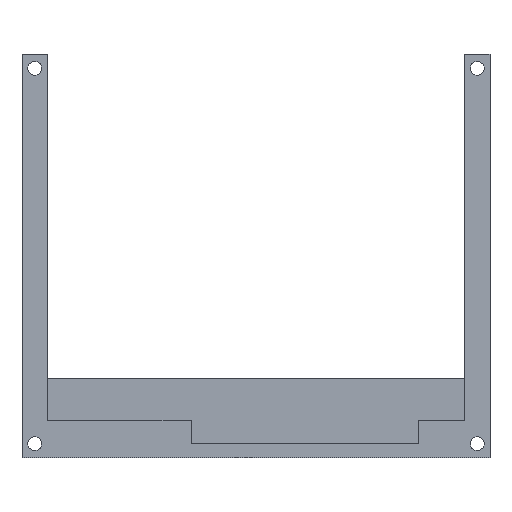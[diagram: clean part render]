
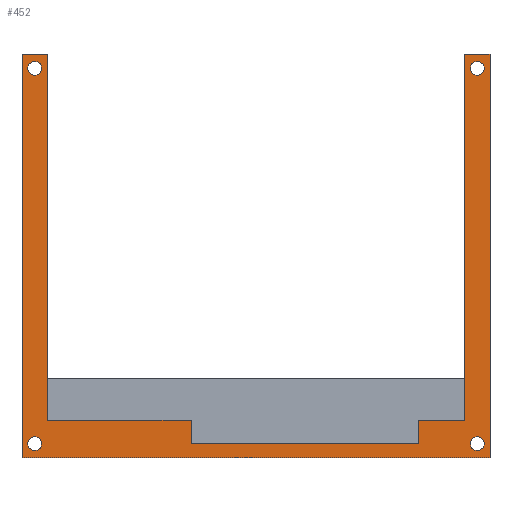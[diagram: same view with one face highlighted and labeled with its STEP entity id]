
A CAD part, front view. The second image highlights one B-rep face of the part: STEP entity #452.
In plain terms, the highlighted planar face has unit normal (0, -1, 0).
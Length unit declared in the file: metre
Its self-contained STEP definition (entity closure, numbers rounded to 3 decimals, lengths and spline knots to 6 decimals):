
#20=CIRCLE('',#494,0.0015);
#21=CIRCLE('',#495,0.0015);
#22=CIRCLE('',#496,0.0015);
#23=CIRCLE('',#497,0.0015);
#77=ORIENTED_EDGE('',*,*,#181,.T.);
#78=ORIENTED_EDGE('',*,*,#182,.T.);
#79=ORIENTED_EDGE('',*,*,#183,.T.);
#80=ORIENTED_EDGE('',*,*,#184,.T.);
#81=ORIENTED_EDGE('',*,*,#185,.F.);
#82=ORIENTED_EDGE('',*,*,#186,.T.);
#83=ORIENTED_EDGE('',*,*,#144,.F.);
#84=ORIENTED_EDGE('',*,*,#187,.T.);
#85=ORIENTED_EDGE('',*,*,#153,.F.);
#86=ORIENTED_EDGE('',*,*,#175,.F.);
#87=ORIENTED_EDGE('',*,*,#172,.T.);
#88=ORIENTED_EDGE('',*,*,#169,.T.);
#89=ORIENTED_EDGE('',*,*,#156,.F.);
#90=ORIENTED_EDGE('',*,*,#188,.F.);
#91=ORIENTED_EDGE('',*,*,#189,.F.);
#92=ORIENTED_EDGE('',*,*,#190,.F.);
#144=EDGE_CURVE('',#204,#205,#246,.T.);
#153=EDGE_CURVE('',#213,#214,#255,.T.);
#156=EDGE_CURVE('',#215,#217,#258,.T.);
#169=EDGE_CURVE('',#225,#217,#271,.T.);
#172=EDGE_CURVE('',#227,#225,#274,.T.);
#175=EDGE_CURVE('',#227,#213,#277,.T.);
#181=EDGE_CURVE('',#233,#233,#20,.T.);
#182=EDGE_CURVE('',#234,#234,#21,.T.);
#183=EDGE_CURVE('',#235,#235,#22,.T.);
#184=EDGE_CURVE('',#236,#236,#23,.T.);
#185=EDGE_CURVE('',#237,#238,#279,.T.);
#186=EDGE_CURVE('',#237,#205,#280,.T.);
#187=EDGE_CURVE('',#204,#214,#281,.T.);
#188=EDGE_CURVE('',#239,#215,#282,.T.);
#189=EDGE_CURVE('',#240,#239,#283,.T.);
#190=EDGE_CURVE('',#238,#240,#284,.T.);
#204=VERTEX_POINT('',#632);
#205=VERTEX_POINT('',#633);
#213=VERTEX_POINT('',#650);
#214=VERTEX_POINT('',#652);
#215=VERTEX_POINT('',#656);
#217=VERTEX_POINT('',#659);
#225=VERTEX_POINT('',#684);
#227=VERTEX_POINT('',#690);
#233=VERTEX_POINT('',#708);
#234=VERTEX_POINT('',#710);
#235=VERTEX_POINT('',#712);
#236=VERTEX_POINT('',#714);
#237=VERTEX_POINT('',#716);
#238=VERTEX_POINT('',#717);
#239=VERTEX_POINT('',#721);
#240=VERTEX_POINT('',#723);
#246=LINE('',#631,#298);
#255=LINE('',#651,#307);
#258=LINE('',#658,#310);
#271=LINE('',#683,#323);
#274=LINE('',#689,#326);
#277=LINE('',#695,#329);
#279=LINE('',#715,#331);
#280=LINE('',#718,#332);
#281=LINE('',#719,#333);
#282=LINE('',#720,#334);
#283=LINE('',#722,#335);
#284=LINE('',#724,#336);
#298=VECTOR('',#515,1.);
#307=VECTOR('',#526,1.);
#310=VECTOR('',#531,1.);
#323=VECTOR('',#552,1.);
#326=VECTOR('',#557,1.);
#329=VECTOR('',#562,1.);
#331=VECTOR('',#584,1.);
#332=VECTOR('',#585,1.);
#333=VECTOR('',#586,1.);
#334=VECTOR('',#587,1.);
#335=VECTOR('',#588,1.);
#336=VECTOR('',#589,1.);
#364=EDGE_LOOP('',(#77));
#365=EDGE_LOOP('',(#78));
#366=EDGE_LOOP('',(#79));
#367=EDGE_LOOP('',(#80));
#368=EDGE_LOOP('',(#81,#82,#83,#84,#85,#86,#87,#88,#89,#90,#91,#92));
#400=FACE_BOUND('',#364,.T.);
#401=FACE_BOUND('',#365,.T.);
#402=FACE_BOUND('',#366,.T.);
#403=FACE_BOUND('',#367,.T.);
#404=FACE_BOUND('',#368,.T.);
#432=PLANE('',#493);
#452=ADVANCED_FACE('',(#400,#401,#402,#403,#404),#432,.F.);
#493=AXIS2_PLACEMENT_3D('',#706,#574,#575);
#494=AXIS2_PLACEMENT_3D('',#707,#576,#577);
#495=AXIS2_PLACEMENT_3D('',#709,#578,#579);
#496=AXIS2_PLACEMENT_3D('',#711,#580,#581);
#497=AXIS2_PLACEMENT_3D('',#713,#582,#583);
#515=DIRECTION('',(1.,0.,0.));
#526=DIRECTION('',(1.,0.,0.));
#531=DIRECTION('',(1.,0.,0.));
#552=DIRECTION('',(0.,0.,1.));
#557=DIRECTION('',(1.,0.,0.));
#562=DIRECTION('',(0.,0.,1.));
#574=DIRECTION('',(0.,1.,0.));
#575=DIRECTION('',(1.,0.,0.));
#576=DIRECTION('',(0.,1.,0.));
#577=DIRECTION('',(1.,0.,0.));
#578=DIRECTION('',(0.,1.,0.));
#579=DIRECTION('',(1.,0.,0.));
#580=DIRECTION('',(0.,1.,0.));
#581=DIRECTION('',(1.,0.,0.));
#582=DIRECTION('',(0.,1.,0.));
#583=DIRECTION('',(1.,0.,0.));
#584=DIRECTION('',(1.,0.,0.));
#585=DIRECTION('',(0.,0.,1.));
#586=DIRECTION('',(0.,0.,1.));
#587=DIRECTION('',(0.,0.,1.));
#588=DIRECTION('',(1.,0.,0.));
#589=DIRECTION('',(0.,0.,1.));
#631=CARTESIAN_POINT('',(0.,0.,-0.0355));
#632=CARTESIAN_POINT('',(-0.045,0.,-0.0355));
#633=CARTESIAN_POINT('',(-0.014,0.,-0.0355));
#650=CARTESIAN_POINT('',(-0.0505,0.,0.0435));
#651=CARTESIAN_POINT('',(0.,0.,0.0435));
#652=CARTESIAN_POINT('',(-0.045,0.,0.0435));
#656=CARTESIAN_POINT('',(0.045,0.,0.0435));
#658=CARTESIAN_POINT('',(0.,0.,0.0435));
#659=CARTESIAN_POINT('',(0.0505,0.,0.0435));
#683=CARTESIAN_POINT('',(0.0505,0.,0.));
#684=CARTESIAN_POINT('',(0.0505,0.,-0.0435));
#689=CARTESIAN_POINT('',(0.,0.,-0.0435));
#690=CARTESIAN_POINT('',(-0.0505,0.,-0.0435));
#695=CARTESIAN_POINT('',(-0.0505,0.,0.));
#706=CARTESIAN_POINT('',(0.,0.,0.));
#707=CARTESIAN_POINT('',(0.04775,0.,-0.0405));
#708=CARTESIAN_POINT('',(0.04925,0.,-0.0405));
#709=CARTESIAN_POINT('',(0.04775,0.,0.0405));
#710=CARTESIAN_POINT('',(0.04925,0.,0.0405));
#711=CARTESIAN_POINT('',(-0.04775,0.,0.0405));
#712=CARTESIAN_POINT('',(-0.04625,0.,0.0405));
#713=CARTESIAN_POINT('',(-0.04775,0.,-0.0405));
#714=CARTESIAN_POINT('',(-0.04625,0.,-0.0405));
#715=CARTESIAN_POINT('',(0.0105,0.,-0.0405));
#716=CARTESIAN_POINT('',(-0.014,0.,-0.0405));
#717=CARTESIAN_POINT('',(0.035,0.,-0.0405));
#718=CARTESIAN_POINT('',(-0.014,0.,-0.0405));
#719=CARTESIAN_POINT('',(-0.045,0.,0.0085));
#720=CARTESIAN_POINT('',(0.045,0.,0.0085));
#721=CARTESIAN_POINT('',(0.045,0.,-0.0355));
#722=CARTESIAN_POINT('',(0.,0.,-0.0355));
#723=CARTESIAN_POINT('',(0.035,0.,-0.0355));
#724=CARTESIAN_POINT('',(0.035,0.,-0.0405));
